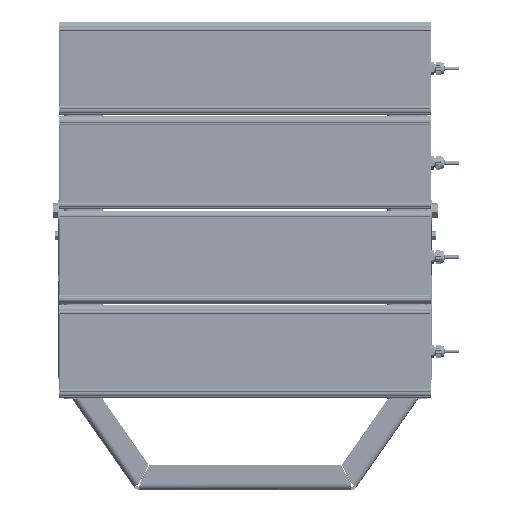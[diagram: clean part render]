
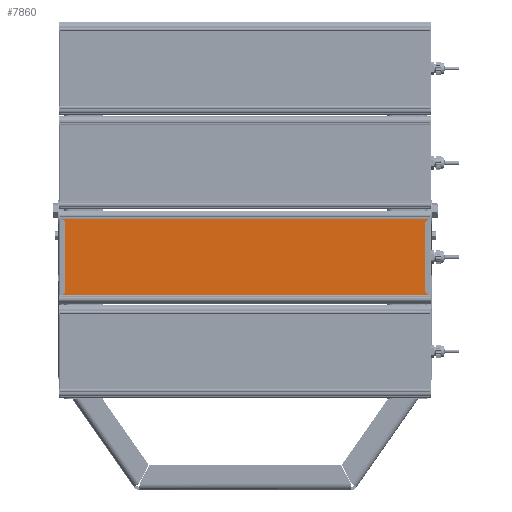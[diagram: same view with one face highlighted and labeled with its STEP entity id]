
A CAD part, front view. The second image highlights one B-rep face of the part: STEP entity #7860.
In plain terms, the highlighted face is planar.
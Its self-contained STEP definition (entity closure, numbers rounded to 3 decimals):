
#7860=ADVANCED_FACE('',(#24160),#24162,.T.);
#24160=FACE_BOUND('',#24161,.T.);
#24161=EDGE_LOOP('',(#55827,#55828,#55829,#55830));
#24162=PLANE('',#24163);
#24163=AXIS2_PLACEMENT_3D('',#24164,#24165,#24166);
#24164=CARTESIAN_POINT('',(2111.497,401.002,-34.582));
#24165=DIRECTION('',(0.,0.,-1.));
#24166=DIRECTION('',(0.,1.,0.));
#55827=ORIENTED_EDGE('',*,*,#64088,.F.);
#55828=ORIENTED_EDGE('',*,*,#64087,.T.);
#55829=ORIENTED_EDGE('',*,*,#64089,.F.);
#55830=ORIENTED_EDGE('',*,*,#64090,.F.);
#64087=EDGE_CURVE('',#72169,#72173,#72175,.T.);
#64088=EDGE_CURVE('',#72169,#72176,#72177,.T.);
#64089=EDGE_CURVE('',#72178,#72173,#72179,.T.);
#64090=EDGE_CURVE('',#72176,#72178,#72180,.T.);
#72169=VERTEX_POINT('',#104050);
#72173=VERTEX_POINT('',#104058);
#72175=LINE('',#104062,#104063);
#72176=VERTEX_POINT('',#104065);
#72177=LINE('',#104066,#104067);
#72178=VERTEX_POINT('',#104069);
#72179=LINE('',#104070,#104071);
#72180=LINE('',#104073,#104074);
#104050=CARTESIAN_POINT('',(2111.497,565.13,-34.582));
#104058=CARTESIAN_POINT('',(2857.497,565.13,-34.582));
#104062=CARTESIAN_POINT('',(2111.497,565.13,-34.582));
#104063=VECTOR('',#104064,1.);
#104064=DIRECTION('',(1.,0.,0.));
#104065=CARTESIAN_POINT('',(2111.497,401.002,-34.582));
#104066=CARTESIAN_POINT('',(2111.497,565.13,-34.582));
#104067=VECTOR('',#104068,1.);
#104068=DIRECTION('',(0.,-1.,0.));
#104069=CARTESIAN_POINT('',(2857.497,401.002,-34.582));
#104070=CARTESIAN_POINT('',(2857.497,401.002,-34.582));
#104071=VECTOR('',#104072,1.);
#104072=DIRECTION('',(0.,1.,0.));
#104073=CARTESIAN_POINT('',(2111.497,401.002,-34.582));
#104074=VECTOR('',#104075,1.);
#104075=DIRECTION('',(1.,0.,0.));
